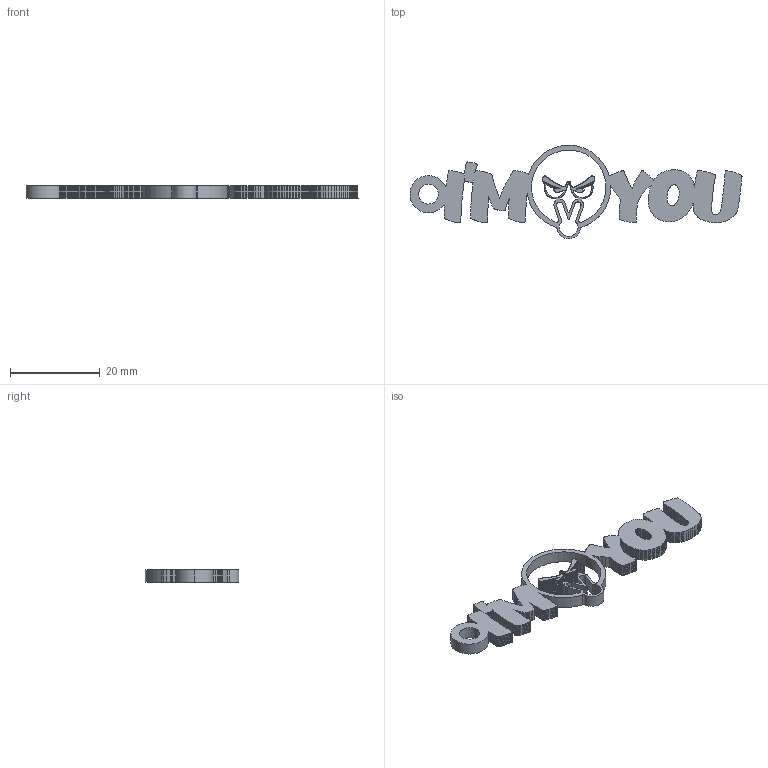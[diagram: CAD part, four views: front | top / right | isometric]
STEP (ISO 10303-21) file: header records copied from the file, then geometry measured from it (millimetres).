
FILE_DESCRIPTION(('FreeCAD Model'),'2;1');
FILE_NAME('Open CASCADE Shape Model','2025-05-04T05:55:34',('FreeCAD'),( 'FreeCAD'),'Open CASCADE STEP processor 7.6','FreeCAD','Unknown');
FILE_SCHEMA(('AUTOMOTIVE_DESIGN { 1 0 10303 214 1 1 1 1 }'));
Products named in the file (1): Open CASCADE STEP translator 7.6 1
Bounding box: 73.81 x 20.8 x 2.7 mm (x, y, z)
Volume: 1396.9 mm3; surface area: 2353.4 mm2
Topology: 1 solids, 1 shells, 2823 faces, 8499 edges, 5678 vertices
Faces by surface type: bspline 2823
Entity records: 85140 total; most frequent: CARTESIAN_POINT 34337, ORIENTED_EDGE 16998, EDGE_CURVE 8499, B_SPLINE_CURVE_WITH_KNOTS 8363, VERTEX_POINT 5678, FACE_BOUND 2835, EDGE_LOOP 2835, ADVANCED_FACE 2823
